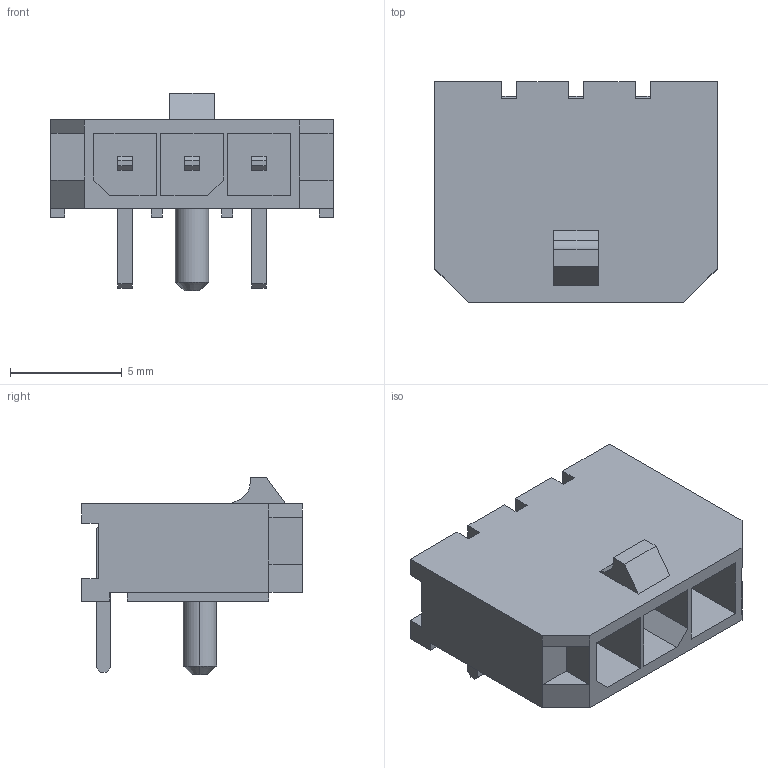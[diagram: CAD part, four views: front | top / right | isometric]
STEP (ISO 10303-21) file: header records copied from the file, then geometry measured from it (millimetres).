
FILE_DESCRIPTION (( 'STEP AP214' ), '1' );
FILE_NAME ('CONN-TH_3P-436500300.step', '2022-07-29T16:21:13', ( '' ), ( '' ), 'SwSTEP 2.0', 'SolidWorks 2020', '' );
FILE_SCHEMA (( 'AUTOMOTIVE_DESIGN' ));
Length unit declared in the file: millimetre
Products named in the file (1): CONN-TH_3P-436500300
Bounding box: 12.65 x 9.9 x 8.87 mm (x, y, z)
Volume: 294.8 mm3; surface area: 801.8 mm2
Topology: 14 solids, 14 shells, 438 faces, 1157 edges, 764 vertices
Faces by surface type: plane 319, bspline 114, cylinder 3, cone 2
Entity records: 18594 total; most frequent: CARTESIAN_POINT 4722, ORIENTED_EDGE 2314, DIRECTION 1583, EDGE_CURVE 1157, VECTOR 917, LINE 917, VERTEX_POINT 764, EDGE_LOOP 467
